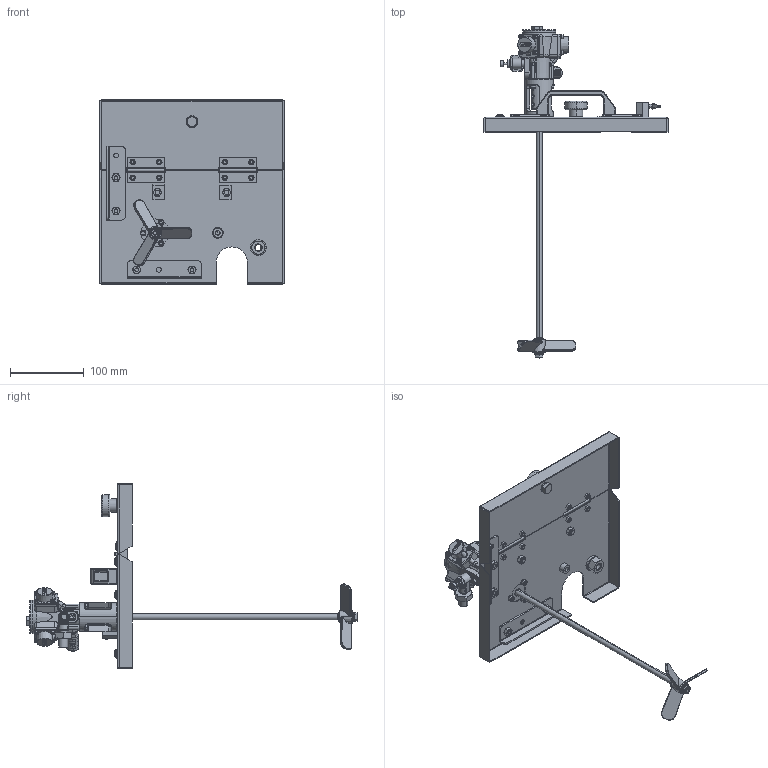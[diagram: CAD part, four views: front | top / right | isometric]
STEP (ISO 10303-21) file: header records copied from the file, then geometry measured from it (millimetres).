
FILE_DESCRIPTION (( 'STEP AP203' ), '1' );
FILE_NAME ('[STEP]AMM-724.STEP', '2023-12-13T06:54:51', ( '' ), ( '' ), 'SwSTEP 2.0', 'SolidWorks 2019', '' );
FILE_SCHEMA (( 'CONFIG_CONTROL_DESIGN' ));
Products named in the file (1): [STEP]AMM-724
Bounding box: 250 x 450.4 x 251 mm (x, y, z)
Volume: 388998.4 mm3; surface area: 242755 mm2
Topology: 3 solids, 27 shells, 2929 faces, 7345 edges, 4572 vertices
Faces by surface type: plane 1440, cylinder 665, cone 432, bspline 261, torus 91, sphere 40
Entity records: 97228 total; most frequent: CARTESIAN_POINT 28752, ORIENTED_EDGE 14586, DIRECTION 13773, EDGE_CURVE 7293, AXIS2_PLACEMENT_3D 4915, VERTEX_POINT 4572, VECTOR 3943, LINE 3943
